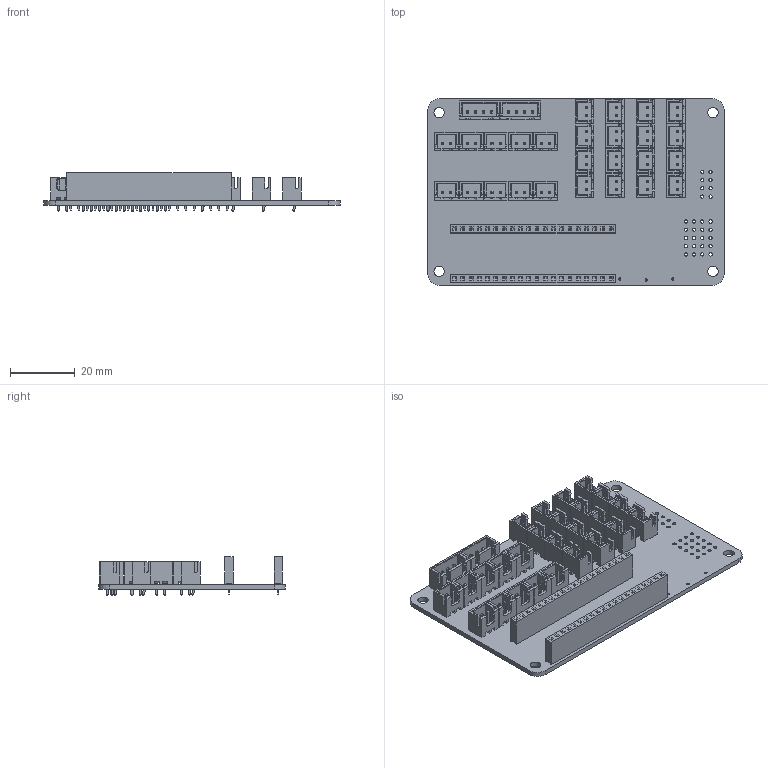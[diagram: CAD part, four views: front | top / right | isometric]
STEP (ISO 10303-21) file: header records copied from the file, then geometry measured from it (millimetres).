
FILE_DESCRIPTION(('KiCad electronic assembly'),'2;1');
FILE_NAME('ThermEX26.step','2025-04-09T16:38:12',('Pcbnew'),('Kicad'), 'Open CASCADE STEP processor 7.9','KiCad to STEP converter','Unknown' );
FILE_SCHEMA(('AUTOMOTIVE_DESIGN { 1 0 10303 214 1 1 1 1 }'));
Length unit declared in the file: millimetre
Products named in the file (5): ThermEX26 1; JST_XH_B2B-XH-A_1x02_P2.50mm_Vertical; JST_XH_B4B-XH-A_1x04_P2.50mm_Vertical; PinSocket_1x20_P2.54mm_Vertical; ThermEX26_PCB
Assembly tree (31 placements, depth 2):
  ThermEX26 1
    JST_XH_B2B-XH-A_1x02_P2.50mm_Vertical  x26
    JST_XH_B4B-XH-A_1x04_P2.50mm_Vertical  x2
    PinSocket_1x20_P2.54mm_Vertical  x2
    ThermEX26_PCB
Bounding box: 91.35 x 57.52 x 11.9 mm (x, y, z)
Volume: 14317.4 mm3; surface area: 26268.4 mm2
Topology: 31 solids, 31 shells, 3801 faces, 10145 edges, 6606 vertices
Faces by surface type: plane 3550, cylinder 251
Full cylindrical faces by diameter (mm): 0.7 x3, 0.95 x8, 1 x120, 3.2 x4
Entity records: 36407 total; most frequent: CARTESIAN_POINT 4930, ORIENTED_EDGE 4838, DIRECTION 4587, EDGE_CURVE 2419, LINE 2125, VECTOR 2125, VERTEX_POINT 1574, AXIS2_PLACEMENT_3D 1231
